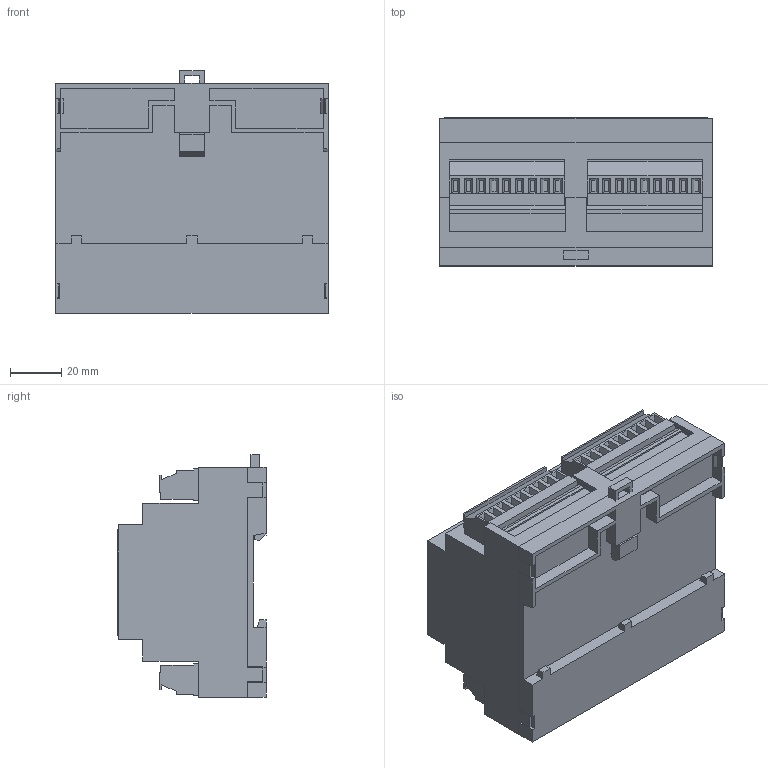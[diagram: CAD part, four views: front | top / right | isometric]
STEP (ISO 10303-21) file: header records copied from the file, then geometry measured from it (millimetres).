
FILE_DESCRIPTION(/* description */ (''),/* implementation_level */ '2;1');
FILE_NAME(/* name */ 'OV640840.stp',/* time_stamp */ '2016-10-10T13:47:37+02:00',/* author */ ('mitarbeiter'),/* organization */ (''),/* preprocessor_version */ 'ST-DEVELOPER v15.2',/* originating_system */ 'Autodesk Inventor 2014',/* authorisation */ '');
FILE_SCHEMA (('AUTOMOTIVE_DESIGN { 1 0 10303 214 3 1 1 }'));
Length unit declared in the file: millimetre
Products named in the file (4): OV640840 Series ohne Anschlusskelmmleiste  OV640840; OV640840 Anschluklemmleiste 9pol vereinfacht; Logo OV640840 Ipf; OV640840
Bounding box: 106.5 x 58 x 94.9 mm (x, y, z)
Volume: 120573.1 mm3; surface area: 120778.5 mm2
Topology: 22 solids, 22 shells, 2255 faces, 5477 edges, 3539 vertices
Faces by surface type: plane 1991, cylinder 230, bspline 26, cone 8
Full cylindrical faces by diameter (mm): 1.2 x36, 1.776 x1, 2.6 x36, 3.75 x36
Entity records: 46796 total; most frequent: CARTESIAN_POINT 9440, ORIENTED_EDGE 7364, DIRECTION 6940, EDGE_CURVE 3682, LINE 3374, VECTOR 3374, VERTEX_POINT 2381, EDGE_LOOP 1783
